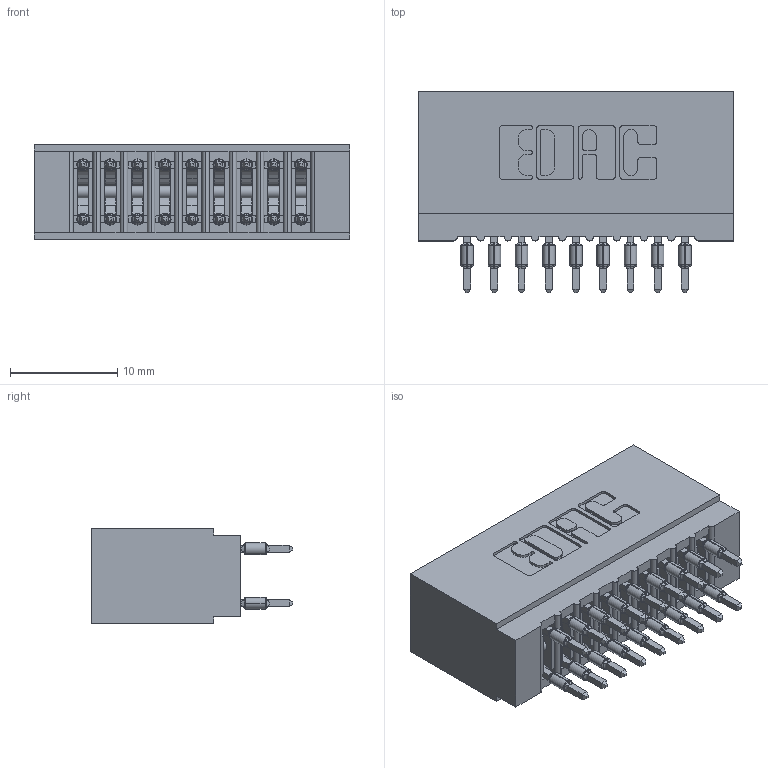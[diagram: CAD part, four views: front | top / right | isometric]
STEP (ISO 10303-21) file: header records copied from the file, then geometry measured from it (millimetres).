
FILE_DESCRIPTION (( 'STEP AP203' ), '1' );
FILE_NAME ('725-018-520-201.STEP', '2026-02-24T16:45:22', ( '' ), ( '' ), 'SwSTEP 2.0', 'SolidWorks 2023', '' );
FILE_SCHEMA (( 'CONFIG_CONTROL_DESIGN' ));
Length unit declared in the file: millimetre
Products named in the file (3): 725 Part_Insulator Option - 01; 725-018-520-201; 745-292-001_520
Assembly tree (19 placements, depth 2):
  725-018-520-201
    725 Part_Insulator Option - 01
    745-292-001_520  x18
Bounding box: 29.46 x 18.8 x 8.89 mm (x, y, z)
Volume: 2483.6 mm3; surface area: 4436.8 mm2
Topology: 19 solids, 19 shells, 1706 faces, 4583 edges, 2886 vertices
Faces by surface type: plane 883, bspline 360, cylinder 355, torus 108
Entity records: 19621 total; most frequent: CARTESIAN_POINT 3915, ORIENTED_EDGE 3284, DIRECTION 2900, EDGE_CURVE 1642, LINE 1406, VECTOR 1406, VERTEX_POINT 1050, AXIS2_PLACEMENT_3D 747
